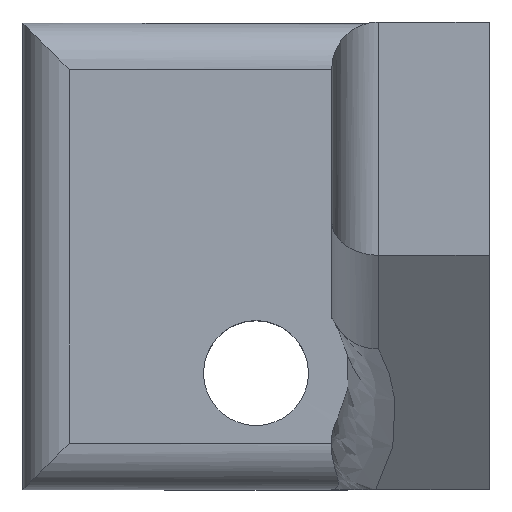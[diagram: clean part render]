
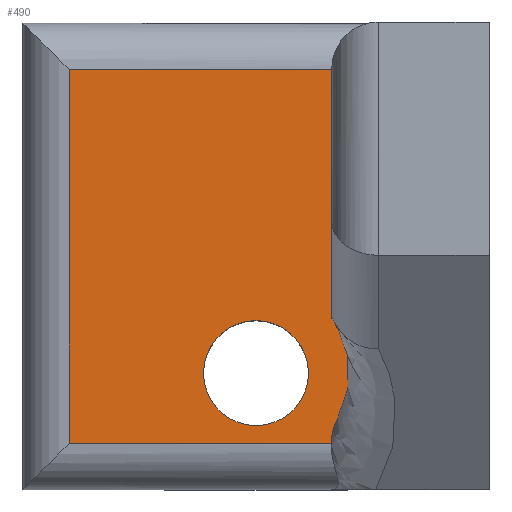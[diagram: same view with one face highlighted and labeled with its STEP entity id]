
A CAD part, top view. The second image highlights one B-rep face of the part: STEP entity #490.
In plain terms, the highlighted planar face has unit normal (0, 0, 1).
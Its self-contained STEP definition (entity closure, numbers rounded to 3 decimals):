
#36=B_SPLINE_CURVE_WITH_KNOTS('',3,(#829,#830,#831,#832,#833,#834,#835,
#836,#837,#838,#839,#840,#841),.UNSPECIFIED.,.F.,.F.,(4,3,3,3,4),(0.343,
0.362,0.385,0.408,0.422),
 .UNSPECIFIED.);
#46=FACE_BOUND('',#113,.T.);
#54=CIRCLE('',#541,4.);
#55=CIRCLE('',#544,2.25);
#81=FACE_OUTER_BOUND('',#112,.T.);
#112=EDGE_LOOP('',(#442,#443,#444,#445,#446,#447,#448));
#113=EDGE_LOOP('',(#449));
#132=LINE('',#751,#176);
#133=LINE('',#755,#177);
#135=LINE('',#761,#179);
#152=LINE('',#937,#196);
#156=LINE('',#956,#200);
#176=VECTOR('',#586,10.);
#177=VECTOR('',#591,10.);
#179=VECTOR('',#597,10.);
#196=VECTOR('',#642,10.);
#200=VECTOR('',#666,10.);
#220=VERTEX_POINT('',#748);
#221=VERTEX_POINT('',#750);
#222=VERTEX_POINT('',#754);
#224=VERTEX_POINT('',#760);
#232=VERTEX_POINT('',#826);
#233=VERTEX_POINT('',#828);
#244=VERTEX_POINT('',#952);
#245=VERTEX_POINT('',#958);
#269=EDGE_CURVE('',#220,#221,#132,.T.);
#271=EDGE_CURVE('',#221,#222,#133,.T.);
#274=EDGE_CURVE('',#222,#224,#135,.T.);
#288=EDGE_CURVE('',#233,#232,#36,.T.);
#302=EDGE_CURVE('',#220,#233,#152,.T.);
#310=EDGE_CURVE('',#232,#244,#54,.T.);
#311=EDGE_CURVE('',#244,#224,#156,.T.);
#312=EDGE_CURVE('',#245,#245,#55,.T.);
#442=ORIENTED_EDGE('',*,*,#269,.F.);
#443=ORIENTED_EDGE('',*,*,#302,.T.);
#444=ORIENTED_EDGE('',*,*,#288,.T.);
#445=ORIENTED_EDGE('',*,*,#310,.T.);
#446=ORIENTED_EDGE('',*,*,#311,.T.);
#447=ORIENTED_EDGE('',*,*,#274,.F.);
#448=ORIENTED_EDGE('',*,*,#271,.F.);
#449=ORIENTED_EDGE('',*,*,#312,.T.);
#464=PLANE('',#545);
#490=ADVANCED_FACE('',(#81,#46),#464,.T.);
#541=AXIS2_PLACEMENT_3D('',#954,#662,#663);
#544=AXIS2_PLACEMENT_3D('',#959,#669,#670);
#545=AXIS2_PLACEMENT_3D('',#961,#672,#673);
#586=DIRECTION('',(-1.,0.,0.));
#591=DIRECTION('',(0.,1.,0.));
#597=DIRECTION('',(1.,0.,0.));
#642=DIRECTION('',(0.,1.,0.));
#662=DIRECTION('center_axis',(0.,0.,1.));
#663=DIRECTION('ref_axis',(-1.,0.,0.));
#666=DIRECTION('',(0.,1.,0.));
#669=DIRECTION('center_axis',(0.,0.,-1.));
#670=DIRECTION('ref_axis',(-1.,0.,0.));
#672=DIRECTION('center_axis',(0.,0.,1.));
#673=DIRECTION('ref_axis',(1.,0.,0.));
#748=CARTESIAN_POINT('',(3.25,-8.,7.));
#750=CARTESIAN_POINT('',(-8.,-8.,7.));
#751=CARTESIAN_POINT('',(-5.,-8.,7.));
#754=CARTESIAN_POINT('',(-8.,8.,7.));
#755=CARTESIAN_POINT('',(-8.,5.,7.));
#760=CARTESIAN_POINT('',(3.25,8.,7.));
#761=CARTESIAN_POINT('',(5.,8.,7.));
#826=CARTESIAN_POINT('',(3.505,-6.928,7.));
#828=CARTESIAN_POINT('',(3.25,-7.668,7.));
#829=CARTESIAN_POINT('Ctrl Pts',(3.254,-7.668,7.001));
#830=CARTESIAN_POINT('Ctrl Pts',(3.263,-7.607,7.001));
#831=CARTESIAN_POINT('Ctrl Pts',(3.275,-7.546,7.001));
#832=CARTESIAN_POINT('Ctrl Pts',(3.29,-7.485,7.001));
#833=CARTESIAN_POINT('Ctrl Pts',(3.308,-7.409,7.001));
#834=CARTESIAN_POINT('Ctrl Pts',(3.33,-7.335,7.001));
#835=CARTESIAN_POINT('Ctrl Pts',(3.356,-7.262,7.001));
#836=CARTESIAN_POINT('Ctrl Pts',(3.381,-7.189,7.002));
#837=CARTESIAN_POINT('Ctrl Pts',(3.41,-7.118,7.002));
#838=CARTESIAN_POINT('Ctrl Pts',(3.443,-7.049,7.002));
#839=CARTESIAN_POINT('Ctrl Pts',(3.462,-7.008,7.002));
#840=CARTESIAN_POINT('Ctrl Pts',(3.483,-6.967,7.002));
#841=CARTESIAN_POINT('Ctrl Pts',(3.505,-6.927,7.002));
#937=CARTESIAN_POINT('',(3.25,-3.666,7.));
#952=CARTESIAN_POINT('',(3.25,-2.668,7.));
#954=CARTESIAN_POINT('Origin',(0.,-5.,7.));
#956=CARTESIAN_POINT('',(3.25,5.,7.));
#958=CARTESIAN_POINT('',(2.25,-5.,7.));
#959=CARTESIAN_POINT('Origin',(0.,-5.,7.));
#961=CARTESIAN_POINT('Origin',(0.,0.,7.));
